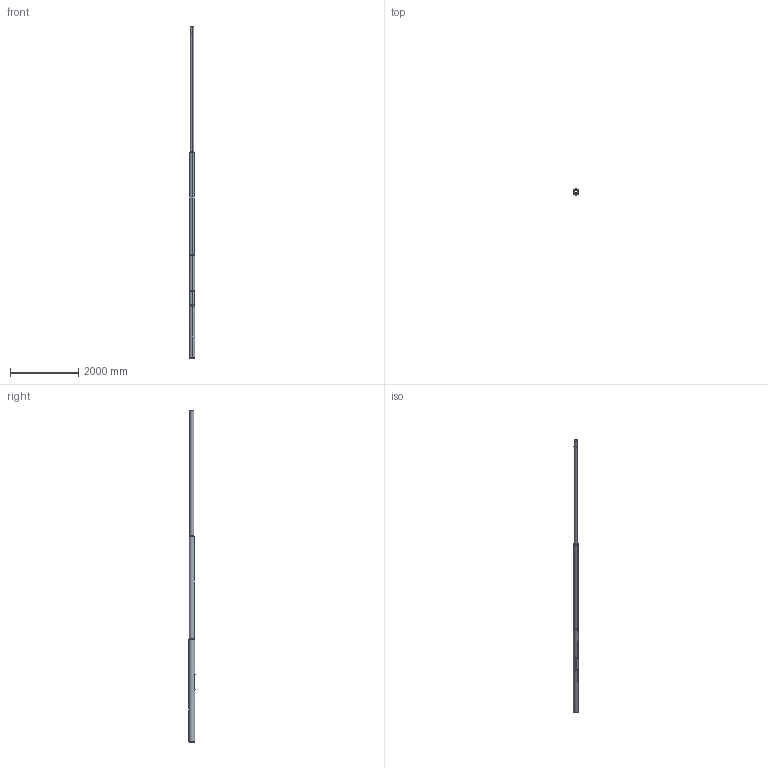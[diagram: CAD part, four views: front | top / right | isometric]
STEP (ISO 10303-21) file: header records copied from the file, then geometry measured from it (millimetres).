
FILE_DESCRIPTION (( 'STEP AP214' ), '1' );
FILE_NAME ('110130KXXX B210O 4608208 OLAKERUNKO_3D.step', '2022-05-28T14:34:46', ( '' ), ( '' ), 'SwSTEP 2.0', 'SolidWorks 2021', '' );
FILE_SCHEMA (( 'AUTOMOTIVE_DESIGN' ));
Length unit declared in the file: millimetre
Products named in the file (10): KYTKENTÄAUKON LATTARAUTA_LATTA 4X20X100; 114,3X3,6 PY烼E鵬UTKI-LATVA_114,3X3,6 LATVAPUTKI-3700; socket set screw cone point_din_DIN 914 - M10 x 20-N; 139,7X3,6 PYÖREÄPUTKI-VÄLI_168-139-114 VŽLIPUTKI TASALATVA-2400; YKSI R_KYTKENTÄAUKON LUUKKU_LUUKKU D168,3; 110130KXXX B210O 4608208 OLAKERUNKO_3D; socket head cap screw_din_DIN 912 M6 x 16 --- 16N; 168,3X4,0 PYÖREÄPUTKI-TYVI_168 TYVIPUTKI TASALATVA-3000; LATTA 5X16X460 KYTKENTÄAUKON VAHVIKE_C 1; KYTKENTÄAUKON LATTARAUTA_LATTA 4X20X120
Assembly tree (15 placements, depth 2):
  110130KXXX B210O 4608208 OLAKERUNKO_3D
    168,3X4,0 PYÖREÄPUTKI-TYVI_168 TYVIPUTKI TASALATVA-3000
    139,7X3,6 PYÖREÄPUTKI-VÄLI_168-139-114 VŽLIPUTKI TASALATVA-2400
    114,3X3,6 PY烼E鵬UTKI-LATVA_114,3X3,6 LATVAPUTKI-3700
    socket set screw cone point_din_DIN 914 - M10 x 20-N  x3
    YKSI R_KYTKENTÄAUKON LUUKKU_LUUKKU D168,3
    socket head cap screw_din_DIN 912 M6 x 16 --- 16N  x4
    KYTKENTÄAUKON LATTARAUTA_LATTA 4X20X120
    LATTA 5X16X460 KYTKENTÄAUKON VAHVIKE_C 1  x2
    KYTKENTÄAUKON LATTARAUTA_LATTA 4X20X100
Bounding box: 168.3 x 175.8 x 9700 mm (x, y, z)
Volume: 15501491.2 mm3; surface area: 8371151.3 mm2
Topology: 15 solids, 15 shells, 257 faces, 612 edges, 378 vertices
Faces by surface type: plane 131, cylinder 68, cone 42, torus 16
Entity records: 6156 total; most frequent: CARTESIAN_POINT 2261, ORIENTED_EDGE 720, DIRECTION 702, EDGE_CURVE 360, AXIS2_PLACEMENT_3D 256, VERTEX_POINT 231, VECTOR 190, LINE 190
